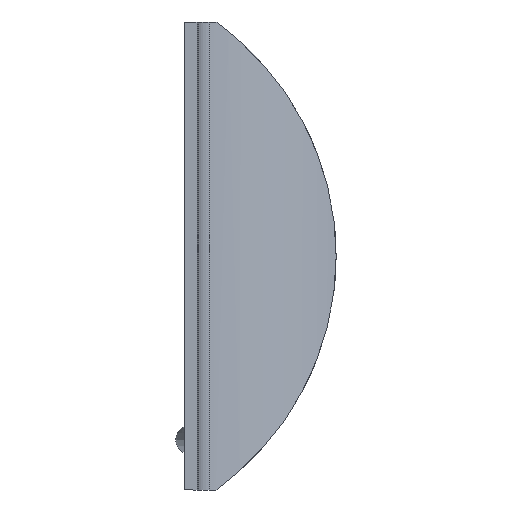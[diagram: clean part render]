
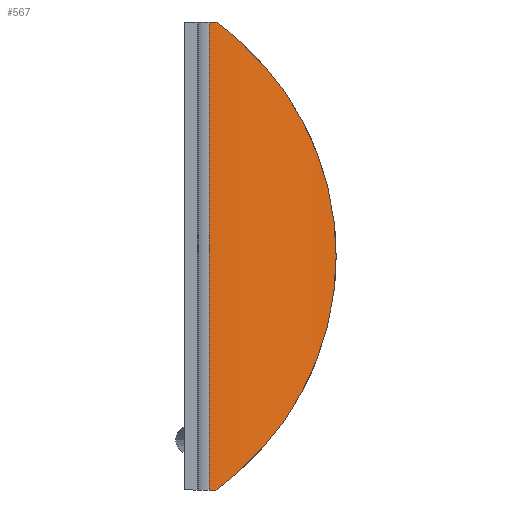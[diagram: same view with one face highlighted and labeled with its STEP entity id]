
A CAD part, left-side view. The second image highlights one B-rep face of the part: STEP entity #567.
In plain terms, the highlighted cylindrical face has radius 40 mm (diameter 80 mm), a partial arc.
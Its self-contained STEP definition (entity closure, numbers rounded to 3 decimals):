
#58 = CARTESIAN_POINT ( 'NONE',  ( -593.721, -3.897, 37. ) ) ;
#63 = CARTESIAN_POINT ( 'NONE',  ( -587.222, -13.64, 28.967 ) ) ;
#70 = CARTESIAN_POINT ( 'NONE',  ( -584.08, -23.542, 6.512 ) ) ;
#76 = CARTESIAN_POINT ( 'NONE',  ( -585.154, -19.076, -20.614 ) ) ;
#121 = AXIS2_PLACEMENT_3D ( 'NONE', #1428, #1274, #1407 ) ;
#184 = ORIENTED_EDGE ( 'NONE', *, *, #1553, .F. ) ;
#186 = ORIENTED_EDGE ( 'NONE', *, *, #644, .T. ) ;
#191 = CARTESIAN_POINT ( 'NONE',  ( -585.901, -16.812, 24.618 ) ) ;
#192 = ORIENTED_EDGE ( 'NONE', *, *, #1224, .F. ) ;
#198 = CARTESIAN_POINT ( 'NONE',  ( -584., -24.001, -1.839 ) ) ;
#202 = CARTESIAN_POINT ( 'NONE',  ( -585.566, -17.77, -23.062 ) ) ;
#212 = VERTEX_POINT ( 'NONE', #360 ) ;
#213 = VERTEX_POINT ( 'NONE', #1108 ) ;
#227 = DIRECTION ( 'NONE',  ( -1., 0., 0. ) ) ;
#279 = EDGE_CURVE ( 'NONE', #213, #668, #460, .T. ) ;
#303 = CARTESIAN_POINT ( 'NONE',  ( -593.721, -3.897, -37. ) ) ;
#313 = CARTESIAN_POINT ( 'NONE',  ( -585.152, -19.082, 20.603 ) ) ;
#321 = CARTESIAN_POINT ( 'NONE',  ( -584., -23.999, 1.87 ) ) ;
#326 = CARTESIAN_POINT ( 'NONE',  ( -586.756, -14.712, -27.572 ) ) ;
#344 = DIRECTION ( 'NONE',  ( -1., 0., 0. ) ) ;
#352 = CARTESIAN_POINT ( 'NONE',  ( -623.44, -30.669, -37. ) ) ;
#359 = CYLINDRICAL_SURFACE ( 'NONE', #121, 40. ) ;
#360 = CARTESIAN_POINT ( 'NONE',  ( -592.763, -5., -37. ) ) ;
#395 = AXIS2_PLACEMENT_3D ( 'NONE', #471, #1218, #344 ) ;
#438 = CARTESIAN_POINT ( 'NONE',  ( -592.763, -5., 37. ) ) ;
#446 = CARTESIAN_POINT ( 'NONE',  ( -584.815, -20.265, 18.083 ) ) ;
#450 = CARTESIAN_POINT ( 'NONE',  ( -584.105, -23.404, -7.4 ) ) ;
#455 = CARTESIAN_POINT ( 'NONE',  ( -586.526, -15.252, -26.848 ) ) ;
#460 = CIRCLE ( 'NONE', #395, 40. ) ;
#471 = CARTESIAN_POINT ( 'NONE',  ( -623.44, -30.669, 37. ) ) ;
#488 = EDGE_LOOP ( 'NONE', ( #184, #186, #1328, #192 ) ) ;
#533 = CIRCLE ( 'NONE', #1491, 40. ) ;
#555 = CARTESIAN_POINT ( 'NONE',  ( -590.771, -7.54, 35.08 ) ) ;
#562 = CARTESIAN_POINT ( 'NONE',  ( -584.471, -21.619, 14.646 ) ) ;
#567 = ADVANCED_FACE ( 'NONE', ( #1019 ), #359, .F. ) ;
#568 = CARTESIAN_POINT ( 'NONE',  ( -584.348, -22.185, -12.863 ) ) ;
#572 = CARTESIAN_POINT ( 'NONE',  ( -587.547, -13.012, -29.664 ) ) ;
#585 = CARTESIAN_POINT ( 'NONE',  ( -593.721, -3.897, -37. ) ) ;
#644 = EDGE_CURVE ( 'NONE', #212, #213, #921, .T. ) ;
#668 = VERTEX_POINT ( 'NONE', #58 ) ;
#678 = CARTESIAN_POINT ( 'NONE',  ( -588.445, -11.283, 31.575 ) ) ;
#686 = CARTESIAN_POINT ( 'NONE',  ( -584.21, -22.855, 10.187 ) ) ;
#691 = CARTESIAN_POINT ( 'NONE',  ( -584.47, -21.625, -14.632 ) ) ;
#697 = CARTESIAN_POINT ( 'NONE',  ( -589.151, -10.018, -32.869 ) ) ;
#802 = CARTESIAN_POINT ( 'NONE',  ( -592.763, -5., -37. ) ) ;
#812 = CARTESIAN_POINT ( 'NONE',  ( -588.119, -11.884, 30.938 ) ) ;
#817 = CARTESIAN_POINT ( 'NONE',  ( -584.106, -23.397, 7.442 ) ) ;
#822 = CARTESIAN_POINT ( 'NONE',  ( -585.032, -19.491, -19.776 ) ) ;
#831 = CARTESIAN_POINT ( 'NONE',  ( -590.778, -7.531, -35.087 ) ) ;
#881 = LINE ( 'NONE', #303, #1519 ) ;
#921 = B_SPLINE_CURVE_WITH_KNOTS ( 'NONE', 3,
 ( #802, #959, #831, #697, #1464, #1596, #572, #1332, #1205, #326, #455, #1078, #202, #76, #822, #955, #1592, #691, #568, #1327, #1457, #450, #1197, #1071, #198, #321, #948, #70, #817, #1586, #686, #1451, #562, #1321, #446, #1192, #313, #1067, #191, #941, #63, #812, #678, #1446, #1580, #555, #1317, #438 ),
 .UNSPECIFIED., .F., .F.,
 ( 4, 2, 2, 2, 2, 2, 2, 2, 2, 2, 2, 2, 2, 2, 2, 2, 2, 2, 2, 2, 2, 2, 2, 4 ),
 ( 0., 0.006, 0.011, 0.013, 0.014, 0.017, 0.022, 0.025, 0.028, 0.033, 0.036, 0.039, 0.044, 0.05, 0.053, 0.056, 0.061, 0.064, 0.067, 0.072, 0.078, 0.081, 0.083, 0.089 ),
 .UNSPECIFIED. ) ;
#941 = CARTESIAN_POINT ( 'NONE',  ( -586.729, -14.747, 27.571 ) ) ;
#948 = CARTESIAN_POINT ( 'NONE',  ( -584.019, -23.886, 3.726 ) ) ;
#955 = CARTESIAN_POINT ( 'NONE',  ( -584.815, -20.265, -18.084 ) ) ;
#959 = CARTESIAN_POINT ( 'NONE',  ( -591.703, -6.267, -36.092 ) ) ;
#1019 = FACE_OUTER_BOUND ( 'NONE', #488, .T. ) ;
#1067 = CARTESIAN_POINT ( 'NONE',  ( -585.566, -17.771, 23.061 ) ) ;
#1071 = CARTESIAN_POINT ( 'NONE',  ( -584.018, -23.888, -3.693 ) ) ;
#1078 = CARTESIAN_POINT ( 'NONE',  ( -585.901, -16.811, -24.621 ) ) ;
#1097 = DIRECTION ( 'NONE',  ( 0., 0., 1. ) ) ;
#1108 = CARTESIAN_POINT ( 'NONE',  ( -592.763, -5., 37. ) ) ;
#1192 = CARTESIAN_POINT ( 'NONE',  ( -585.031, -19.495, 19.768 ) ) ;
#1197 = CARTESIAN_POINT ( 'NONE',  ( -584.079, -23.547, -6.471 ) ) ;
#1205 = CARTESIAN_POINT ( 'NONE',  ( -587.136, -13.874, -28.63 ) ) ;
#1218 = DIRECTION ( 'NONE',  ( 0., 0., 1. ) ) ;
#1224 = EDGE_CURVE ( 'NONE', #1490, #668, #881, .T. ) ;
#1274 = DIRECTION ( 'NONE',  ( 0., 0., 1. ) ) ;
#1317 = CARTESIAN_POINT ( 'NONE',  ( -591.702, -6.268, 36.091 ) ) ;
#1321 = CARTESIAN_POINT ( 'NONE',  ( -584.721, -20.623, 17.231 ) ) ;
#1327 = CARTESIAN_POINT ( 'NONE',  ( -584.209, -22.863, -10.155 ) ) ;
#1328 = ORIENTED_EDGE ( 'NONE', *, *, #279, .T. ) ;
#1332 = CARTESIAN_POINT ( 'NONE',  ( -587.268, -13.59, -28.978 ) ) ;
#1407 = DIRECTION ( 'NONE',  ( 1., 0., 0. ) ) ;
#1428 = CARTESIAN_POINT ( 'NONE',  ( -623.44, -30.669, -37. ) ) ;
#1437 = DIRECTION ( 'NONE',  ( 0., 0., 1. ) ) ;
#1446 = CARTESIAN_POINT ( 'NONE',  ( -589.156, -10.051, 32.807 ) ) ;
#1451 = CARTESIAN_POINT ( 'NONE',  ( -584.349, -22.178, 12.885 ) ) ;
#1457 = CARTESIAN_POINT ( 'NONE',  ( -584.17, -23.062, -9.243 ) ) ;
#1464 = CARTESIAN_POINT ( 'NONE',  ( -588.45, -11.24, -31.656 ) ) ;
#1490 = VERTEX_POINT ( 'NONE', #585 ) ;
#1491 = AXIS2_PLACEMENT_3D ( 'NONE', #352, #1097, #227 ) ;
#1519 = VECTOR ( 'NONE', #1437, 1000. ) ;
#1553 = EDGE_CURVE ( 'NONE', #212, #1490, #533, .T. ) ;
#1580 = CARTESIAN_POINT ( 'NONE',  ( -589.54, -9.425, 33.397 ) ) ;
#1586 = CARTESIAN_POINT ( 'NONE',  ( -584.171, -23.054, 9.278 ) ) ;
#1592 = CARTESIAN_POINT ( 'NONE',  ( -584.72, -20.625, -17.228 ) ) ;
#1596 = CARTESIAN_POINT ( 'NONE',  ( -587.693, -12.718, -30.002 ) ) ;
